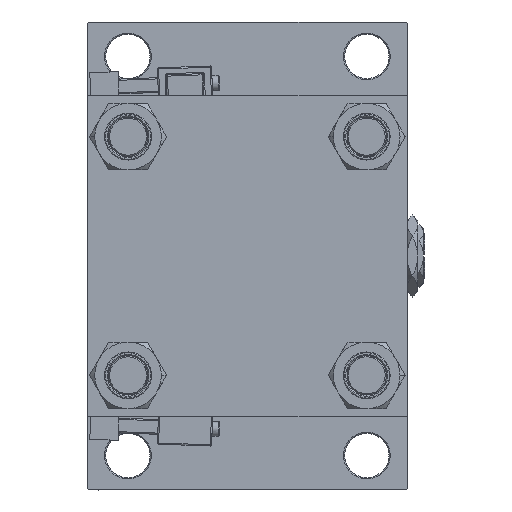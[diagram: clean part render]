
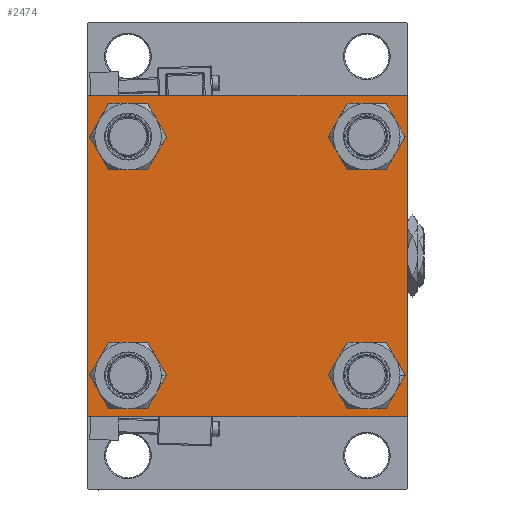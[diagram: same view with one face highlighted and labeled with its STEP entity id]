
A CAD part, left-side view. The second image highlights one B-rep face of the part: STEP entity #2474.
In plain terms, the highlighted planar face has unit normal (-1, 0, 0).
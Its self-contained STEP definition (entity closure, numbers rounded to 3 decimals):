
#317 = CARTESIAN_POINT ( 'NONE',  ( 0., 64.75, -64.75 ) ) ;
#502 = EDGE_CURVE ( 'NONE', #24339, #27688, #40307, .T. ) ;
#718 = FACE_OUTER_BOUND ( 'NONE', #1721, .T. ) ;
#974 = FACE_BOUND ( 'NONE', #10492, .T. ) ;
#1072 = EDGE_LOOP ( 'NONE', ( #36862, #1647 ) ) ;
#1206 = VERTEX_POINT ( 'NONE', #46436 ) ;
#1230 = FACE_BOUND ( 'NONE', #22072, .T. ) ;
#1247 = ORIENTED_EDGE ( 'NONE', *, *, #502, .T. ) ;
#1345 = DIRECTION ( 'NONE',  ( 1., 0., 0. ) ) ;
#1647 = ORIENTED_EDGE ( 'NONE', *, *, #3020, .T. ) ;
#1721 = EDGE_LOOP ( 'NONE', ( #1247, #23868, #2701, #4037, #8145, #47688, #12490, #25643 ) ) ;
#2239 = CIRCLE ( 'NONE', #20681, 8.5 ) ;
#2474 = ADVANCED_FACE ( 'NONE', ( #1230, #13313, #974, #36970, #718 ), #29074, .T. ) ;
#2701 = ORIENTED_EDGE ( 'NONE', *, *, #51659, .T. ) ;
#2793 = EDGE_CURVE ( 'NONE', #19367, #47510, #48720, .T. ) ;
#3020 = EDGE_CURVE ( 'NONE', #47510, #19367, #40314, .T. ) ;
#3698 = CARTESIAN_POINT ( 'NONE',  ( 0., -48.45, -39.95 ) ) ;
#4037 = ORIENTED_EDGE ( 'NONE', *, *, #22327, .T. ) ;
#4055 = VECTOR ( 'NONE', #34212, 1000. ) ;
#4567 = CARTESIAN_POINT ( 'NONE',  ( 0., 65., 65. ) ) ;
#4883 = VERTEX_POINT ( 'NONE', #12531 ) ;
#4939 = VECTOR ( 'NONE', #28465, 1000. ) ;
#5178 = CARTESIAN_POINT ( 'NONE',  ( 0., 0., 0. ) ) ;
#5297 = CARTESIAN_POINT ( 'NONE',  ( 0., -48.45, 48.45 ) ) ;
#5328 = CIRCLE ( 'NONE', #34688, 8.5 ) ;
#5518 = CARTESIAN_POINT ( 'NONE',  ( 0., 48.45, 48.45 ) ) ;
#7320 = CIRCLE ( 'NONE', #31648, 8.5 ) ;
#7961 = DIRECTION ( 'NONE',  ( 1., 0., 0. ) ) ;
#8145 = ORIENTED_EDGE ( 'NONE', *, *, #42500, .F. ) ;
#8229 = DIRECTION ( 'NONE',  ( 0., -0.707, -0.707 ) ) ;
#9715 = VECTOR ( 'NONE', #36710, 1000. ) ;
#9827 = CARTESIAN_POINT ( 'NONE',  ( 0., -48.45, 56.95 ) ) ;
#10340 = CARTESIAN_POINT ( 'NONE',  ( 0., 65., 64.5 ) ) ;
#10492 = EDGE_LOOP ( 'NONE', ( #23683, #21434 ) ) ;
#11237 = CARTESIAN_POINT ( 'NONE',  ( 0., 48.45, 56.95 ) ) ;
#11800 = AXIS2_PLACEMENT_3D ( 'NONE', #25527, #17125, #41567 ) ;
#12112 = DIRECTION ( 'NONE',  ( 0., -0.707, 0.707 ) ) ;
#12450 = CARTESIAN_POINT ( 'NONE',  ( 0., 48.45, -48.45 ) ) ;
#12490 = ORIENTED_EDGE ( 'NONE', *, *, #33093, .F. ) ;
#12531 = CARTESIAN_POINT ( 'NONE',  ( 0., -48.45, -56.95 ) ) ;
#12617 = DIRECTION ( 'NONE',  ( 1., 0., 0. ) ) ;
#13071 = CARTESIAN_POINT ( 'NONE',  ( 0., 48.45, -39.95 ) ) ;
#13313 = FACE_BOUND ( 'NONE', #46314, .T. ) ;
#15170 = DIRECTION ( 'NONE',  ( 0., -1., 0. ) ) ;
#15509 = CARTESIAN_POINT ( 'NONE',  ( 0., 64.75, 64.75 ) ) ;
#15523 = VERTEX_POINT ( 'NONE', #37319 ) ;
#15689 = DIRECTION ( 'NONE',  ( 1., 0., 0. ) ) ;
#16302 = VECTOR ( 'NONE', #12112, 1000. ) ;
#16885 = EDGE_CURVE ( 'NONE', #4883, #43248, #5328, .T. ) ;
#17054 = EDGE_CURVE ( 'NONE', #19747, #36789, #42484, .T. ) ;
#17125 = DIRECTION ( 'NONE',  ( 1., 0., 0. ) ) ;
#17905 = LINE ( 'NONE', #38151, #4055 ) ;
#17964 = CARTESIAN_POINT ( 'NONE',  ( 0., -64.5, 65. ) ) ;
#19145 = VECTOR ( 'NONE', #15170, 1000. ) ;
#19246 = CARTESIAN_POINT ( 'NONE',  ( 0., -48.45, 48.45 ) ) ;
#19310 = CARTESIAN_POINT ( 'NONE',  ( 0., -65., 64.5 ) ) ;
#19367 = VERTEX_POINT ( 'NONE', #11237 ) ;
#19626 = CARTESIAN_POINT ( 'NONE',  ( 0., 48.45, -56.95 ) ) ;
#19727 = LINE ( 'NONE', #36288, #16302 ) ;
#19747 = VERTEX_POINT ( 'NONE', #19310 ) ;
#20668 = LINE ( 'NONE', #36455, #9715 ) ;
#20681 = AXIS2_PLACEMENT_3D ( 'NONE', #42118, #41337, #49230 ) ;
#21041 = CARTESIAN_POINT ( 'NONE',  ( 0., 64.5, 65. ) ) ;
#21434 = ORIENTED_EDGE ( 'NONE', *, *, #35656, .T. ) ;
#22072 = EDGE_LOOP ( 'NONE', ( #47674, #51995 ) ) ;
#22217 = VECTOR ( 'NONE', #51007, 1000. ) ;
#22327 = EDGE_CURVE ( 'NONE', #27784, #15523, #19727, .T. ) ;
#22953 = VECTOR ( 'NONE', #50908, 1000. ) ;
#23683 = ORIENTED_EDGE ( 'NONE', *, *, #27077, .T. ) ;
#23868 = ORIENTED_EDGE ( 'NONE', *, *, #46439, .T. ) ;
#24339 = VERTEX_POINT ( 'NONE', #10340 ) ;
#25034 = DIRECTION ( 'NONE',  ( 0., 0., 1. ) ) ;
#25527 = CARTESIAN_POINT ( 'NONE',  ( 0., 48.45, 48.45 ) ) ;
#25643 = ORIENTED_EDGE ( 'NONE', *, *, #40501, .T. ) ;
#25945 = CARTESIAN_POINT ( 'NONE',  ( 0., 65., -65. ) ) ;
#26040 = AXIS2_PLACEMENT_3D ( 'NONE', #5518, #12617, #29413 ) ;
#26657 = VECTOR ( 'NONE', #8229, 1000. ) ;
#27074 = LINE ( 'NONE', #15509, #22217 ) ;
#27077 = EDGE_CURVE ( 'NONE', #33898, #39113, #28264, .T. ) ;
#27205 = EDGE_CURVE ( 'NONE', #43248, #4883, #2239, .T. ) ;
#27387 = VERTEX_POINT ( 'NONE', #27639 ) ;
#27513 = CARTESIAN_POINT ( 'NONE',  ( 0., -64.5, -65. ) ) ;
#27639 = CARTESIAN_POINT ( 'NONE',  ( 0., -48.45, 39.95 ) ) ;
#27688 = VERTEX_POINT ( 'NONE', #45210 ) ;
#27784 = VERTEX_POINT ( 'NONE', #27513 ) ;
#27909 = DIRECTION ( 'NONE',  ( 0., 0., 1. ) ) ;
#28264 = CIRCLE ( 'NONE', #50076, 8.5 ) ;
#28465 = DIRECTION ( 'NONE',  ( 0., 0., -1. ) ) ;
#28999 = VERTEX_POINT ( 'NONE', #9827 ) ;
#29074 = PLANE ( 'NONE',  #35249 ) ;
#29413 = DIRECTION ( 'NONE',  ( 0., 0., 1. ) ) ;
#30382 = CARTESIAN_POINT ( 'NONE',  ( 0., -64.75, 64.75 ) ) ;
#31648 = AXIS2_PLACEMENT_3D ( 'NONE', #19246, #7961, #27909 ) ;
#32232 = CARTESIAN_POINT ( 'NONE',  ( 0., 48.45, -48.45 ) ) ;
#33093 = EDGE_CURVE ( 'NONE', #44698, #36789, #17905, .T. ) ;
#33274 = DIRECTION ( 'NONE',  ( -1., 0., 0. ) ) ;
#33399 = DIRECTION ( 'NONE',  ( 0., 0., 1. ) ) ;
#33898 = VERTEX_POINT ( 'NONE', #13071 ) ;
#34212 = DIRECTION ( 'NONE',  ( 0., -1., 0. ) ) ;
#34688 = AXIS2_PLACEMENT_3D ( 'NONE', #51739, #47544, #47808 ) ;
#35249 = AXIS2_PLACEMENT_3D ( 'NONE', #5178, #33274, #36467 ) ;
#35656 = EDGE_CURVE ( 'NONE', #39113, #33898, #49467, .T. ) ;
#36288 = CARTESIAN_POINT ( 'NONE',  ( 0., -64.75, -64.75 ) ) ;
#36455 = CARTESIAN_POINT ( 'NONE',  ( 0., -65., 65. ) ) ;
#36467 = DIRECTION ( 'NONE',  ( 0., 0., 1. ) ) ;
#36710 = DIRECTION ( 'NONE',  ( 0., 0., -1. ) ) ;
#36789 = VERTEX_POINT ( 'NONE', #17964 ) ;
#36862 = ORIENTED_EDGE ( 'NONE', *, *, #2793, .T. ) ;
#36970 = FACE_BOUND ( 'NONE', #1072, .T. ) ;
#37319 = CARTESIAN_POINT ( 'NONE',  ( 0., -65., -64.5 ) ) ;
#38151 = CARTESIAN_POINT ( 'NONE',  ( 0., 65., 65. ) ) ;
#38298 = LINE ( 'NONE', #25945, #19145 ) ;
#38793 = ORIENTED_EDGE ( 'NONE', *, *, #16885, .T. ) ;
#39039 = ORIENTED_EDGE ( 'NONE', *, *, #27205, .T. ) ;
#39113 = VERTEX_POINT ( 'NONE', #19626 ) ;
#40059 = DIRECTION ( 'NONE',  ( 1., 0., 0. ) ) ;
#40307 = LINE ( 'NONE', #4567, #4939 ) ;
#40314 = CIRCLE ( 'NONE', #26040, 8.5 ) ;
#40501 = EDGE_CURVE ( 'NONE', #44698, #24339, #27074, .T. ) ;
#41337 = DIRECTION ( 'NONE',  ( 1., 0., 0. ) ) ;
#41567 = DIRECTION ( 'NONE',  ( 0., 0., 1. ) ) ;
#42118 = CARTESIAN_POINT ( 'NONE',  ( 0., -48.45, -48.45 ) ) ;
#42484 = LINE ( 'NONE', #30382, #22953 ) ;
#42500 = EDGE_CURVE ( 'NONE', #19747, #15523, #20668, .T. ) ;
#43248 = VERTEX_POINT ( 'NONE', #3698 ) ;
#43955 = LINE ( 'NONE', #317, #26657 ) ;
#44438 = AXIS2_PLACEMENT_3D ( 'NONE', #32232, #15689, #47760 ) ;
#44698 = VERTEX_POINT ( 'NONE', #21041 ) ;
#44863 = CARTESIAN_POINT ( 'NONE',  ( 0., 48.45, 39.95 ) ) ;
#45063 = AXIS2_PLACEMENT_3D ( 'NONE', #5297, #1345, #33399 ) ;
#45210 = CARTESIAN_POINT ( 'NONE',  ( 0., 65., -64.5 ) ) ;
#45431 = EDGE_CURVE ( 'NONE', #28999, #27387, #7320, .T. ) ;
#45700 = EDGE_CURVE ( 'NONE', #27387, #28999, #50113, .T. ) ;
#46314 = EDGE_LOOP ( 'NONE', ( #39039, #38793 ) ) ;
#46436 = CARTESIAN_POINT ( 'NONE',  ( 0., 64.5, -65. ) ) ;
#46439 = EDGE_CURVE ( 'NONE', #27688, #1206, #43955, .T. ) ;
#47510 = VERTEX_POINT ( 'NONE', #44863 ) ;
#47544 = DIRECTION ( 'NONE',  ( 1., 0., 0. ) ) ;
#47674 = ORIENTED_EDGE ( 'NONE', *, *, #45431, .T. ) ;
#47688 = ORIENTED_EDGE ( 'NONE', *, *, #17054, .T. ) ;
#47760 = DIRECTION ( 'NONE',  ( 0., 0., 1. ) ) ;
#47808 = DIRECTION ( 'NONE',  ( 0., 0., 1. ) ) ;
#48720 = CIRCLE ( 'NONE', #11800, 8.5 ) ;
#49230 = DIRECTION ( 'NONE',  ( 0., 0., 1. ) ) ;
#49467 = CIRCLE ( 'NONE', #44438, 8.5 ) ;
#50076 = AXIS2_PLACEMENT_3D ( 'NONE', #12450, #40059, #25034 ) ;
#50113 = CIRCLE ( 'NONE', #45063, 8.5 ) ;
#50908 = DIRECTION ( 'NONE',  ( 0., 0.707, 0.707 ) ) ;
#51007 = DIRECTION ( 'NONE',  ( 0., 0.707, -0.707 ) ) ;
#51659 = EDGE_CURVE ( 'NONE', #1206, #27784, #38298, .T. ) ;
#51739 = CARTESIAN_POINT ( 'NONE',  ( 0., -48.45, -48.45 ) ) ;
#51995 = ORIENTED_EDGE ( 'NONE', *, *, #45700, .T. ) ;
